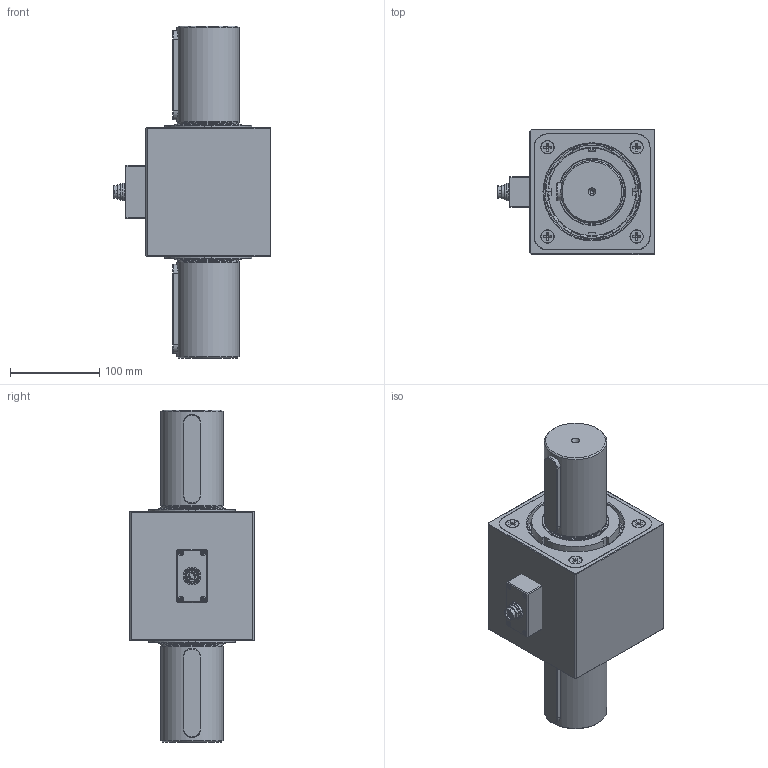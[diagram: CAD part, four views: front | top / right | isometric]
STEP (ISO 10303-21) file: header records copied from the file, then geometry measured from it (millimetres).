
FILE_DESCRIPTION( ( 'Unknown' ), '1' );
FILE_NAME( '2643-Z24_DOC-00087791.stp', 'Unknown', ( 'Unknown' ), ( 'Unknown' ), 'PSStep 17.0.49', 'Unknown', ' ' );
FILE_SCHEMA( ( 'AUTOMOTIVE_DESIGN { 1 0 10303 214 1 1 1 1 }' ) );
Length unit declared in the file: millimetre
Products named in the file (39): 2643-B26_DOC-00078303; 2643-060_DOC-00078306; 2643-062_DOC-00078329; 2643-062_DOC-00078329-oa0; senkschraube din 965-m8x14-h; senkschraube din 965-m8x14-h-oa1; senkschraube din 965-m8x14-h-oa2; senkschraube din 965-m8x14-h-oa3; senkschraube din 965-m8x14-h-oa4; senkschraube din 965-m8x14-h-oa5; senkschraube din 965-m8x14-h-oa6; senkschraube din 965-m8x14-h-oa7; 2643-B15_Elektronikgehäuse_DOC-00067869; Senkschraube DIN 965-M3x30-H; Senkschraube DIN 965-M3x30-H-oa12; Senkschraube DIN 965-M3x30-H-oa13; Senkschraube DIN 965-M3x30-H-oa14; 2643-107_DOC-00105004; 2643-B56_DOC-00091058; din 625-t1-6015-2z_75x115x20; din 625-t1-6015-2z_75x115x20-oa8; Nutmutter DIN 981-KM 15; Nutmutter DIN 981-KM 15-oa9; Sicherungsblech DIN 5406-MB 15; Sicherungsblech DIN 5406-MB 15-oa10; 2643-105_DOC-00091045; Paßfeder A20x12x100 DIN 6885; Paßfeder A20x12x100 DIN 6885-oa11; Assem1; Mutter fuer Flanschst_DOC-00098240; cerl0B20E61Fok6c
Assembly tree (38 placements, depth 3):
  Assem1
    Mutter fuer Flanschst_DOC-00098240
    cerl0B20E61Fok6c
    2643-B26_DOC-00078303
      2643-060_DOC-00078306
      2643-062_DOC-00078329
      2643-062_DOC-00078329-oa0
      senkschraube din 965-m8x14-h
      senkschraube din 965-m8x14-h-oa1
      senkschraube din 965-m8x14-h-oa2
      senkschraube din 965-m8x14-h-oa3
      senkschraube din 965-m8x14-h-oa4
      senkschraube din 965-m8x14-h-oa5
      senkschraube din 965-m8x14-h-oa6
      senkschraube din 965-m8x14-h-oa7
    2643-B56_DOC-00091058
      din 625-t1-6015-2z_75x115x20
      din 625-t1-6015-2z_75x115x20
      din 625-t1-6015-2z_75x115x20
      din 625-t1-6015-2z_75x115x20
      din 625-t1-6015-2z_75x115x20
      din 625-t1-6015-2z_75x115x20-oa8
      din 625-t1-6015-2z_75x115x20-oa8
      din 625-t1-6015-2z_75x115x20-oa8
      din 625-t1-6015-2z_75x115x20-oa8
      din 625-t1-6015-2z_75x115x20-oa8
      Nutmutter DIN 981-KM 15
      Nutmutter DIN 981-KM 15-oa9
      Sicherungsblech DIN 5406-MB 15
      Sicherungsblech DIN 5406-MB 15-oa10
      2643-105_DOC-00091045
      Paßfeder A20x12x100 DIN 6885
      Paßfeder A20x12x100 DIN 6885-oa11
    2643-B15_Elektronikgehäuse_DOC-00067869
      Senkschraube DIN 965-M3x30-H
      Senkschraube DIN 965-M3x30-H-oa12
      Senkschraube DIN 965-M3x30-H-oa13
      Senkschraube DIN 965-M3x30-H-oa14
      2643-107_DOC-00105004
Bounding box: 176 x 140 x 372 mm (x, y, z)
Volume: 3181401.2 mm3; surface area: 511773.5 mm2
Topology: 35 solids, 37 shells, 1054 faces, 2609 edges, 1687 vertices
Faces by surface type: plane 483, cylinder 279, cone 193, torus 94, bspline 5
Full cylindrical faces by diameter (mm): 0.7 x24, 2.387 x4, 3 x4, 3.2 x4, 4 x2, 5.6 x4, 6.466 x8, 6.647 x8, 8 x8, 8.4 x8, 10.106 x4, 11.7 x1, 12 x3, 12.85 x1, 13.6 x1, 14.5 x8, 15 x1, 17.188 x1, 20 x2, 69.4 x2, 70 x2, 72.835 x2, 75 x4, 80 x3, 83.3 x4, 90 x1, 91.63 x4, 99.75 x4, 104.88 x4, 104.98 x4
Entity records: 39357 total; most frequent: CARTESIAN_POINT 6871, DIRECTION 4958, ORIENTED_EDGE 4384, EDGE_CURVE 2192, AXIS2_PLACEMENT_3D 1947, VERTEX_POINT 1588, EDGE_LOOP 1478, FACE_OUTER_BOUND 1265
